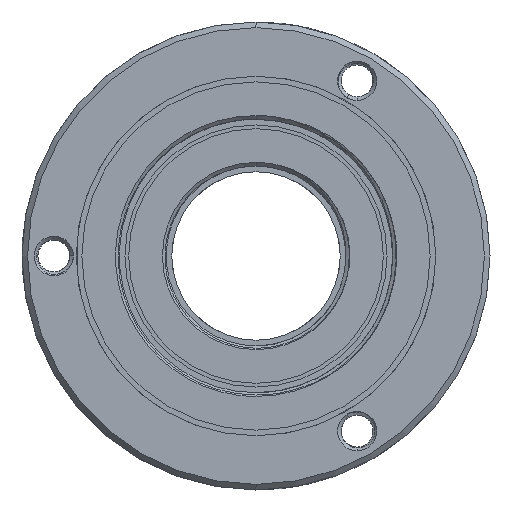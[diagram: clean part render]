
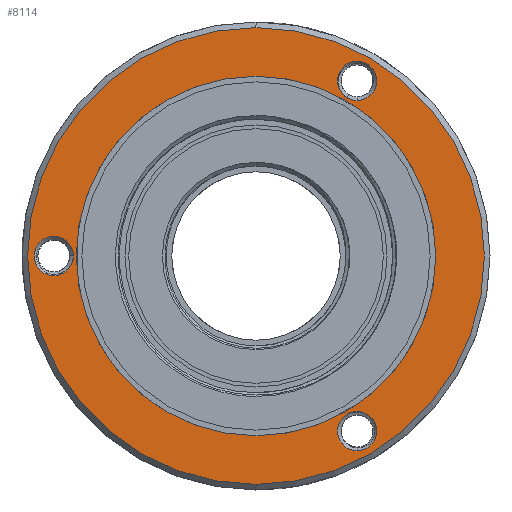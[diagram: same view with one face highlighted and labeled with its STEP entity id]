
A CAD part, left-side view. The second image highlights one B-rep face of the part: STEP entity #8114.
In plain terms, the highlighted planar face has unit normal (-1, 0, 0).
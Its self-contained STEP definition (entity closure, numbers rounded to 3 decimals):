
#88 = VERTEX_POINT ( 'NONE', #9041 ) ;
#491 = AXIS2_PLACEMENT_3D ( 'NONE', #30228, #3970, #16221 ) ;
#577 = CARTESIAN_POINT ( 'NONE',  ( 9., -5.4, -9.353 ) ) ;
#597 = CARTESIAN_POINT ( 'NONE',  ( 9., -5.4, -9.353 ) ) ;
#968 = DIRECTION ( 'NONE',  ( 1., 0., 0. ) ) ;
#972 = EDGE_LOOP ( 'NONE', ( #12477, #17173 ) ) ;
#1915 = CIRCLE ( 'NONE', #10415, 12.2 ) ;
#2521 = FACE_BOUND ( 'NONE', #16578, .T. ) ;
#2757 = CARTESIAN_POINT ( 'NONE',  ( 9., -5.4, -8.303 ) ) ;
#2778 = ORIENTED_EDGE ( 'NONE', *, *, #32600, .T. ) ;
#3350 = AXIS2_PLACEMENT_3D ( 'NONE', #28776, #11095, #28618 ) ;
#3840 = EDGE_CURVE ( 'NONE', #29425, #88, #17647, .T. ) ;
#3970 = DIRECTION ( 'NONE',  ( -1., 0., 0. ) ) ;
#4244 = CARTESIAN_POINT ( 'NONE',  ( 9., 0., 9.6 ) ) ;
#4407 = VERTEX_POINT ( 'NONE', #2757 ) ;
#5060 = EDGE_LOOP ( 'NONE', ( #31999, #11867 ) ) ;
#5494 = FACE_BOUND ( 'NONE', #5060, .T. ) ;
#5660 = PLANE ( 'NONE',  #6654 ) ;
#6519 = EDGE_CURVE ( 'NONE', #88, #29425, #26070, .T. ) ;
#6654 = AXIS2_PLACEMENT_3D ( 'NONE', #18433, #11001, #10835 ) ;
#6928 = CARTESIAN_POINT ( 'NONE',  ( 9., 10.8, -1.05 ) ) ;
#8114 = ADVANCED_FACE ( 'NONE', ( #14940, #15102, #25227, #2521, #5494 ), #5660, .F. ) ;
#8231 = CARTESIAN_POINT ( 'NONE',  ( 9., 0., -12.2 ) ) ;
#8677 = DIRECTION ( 'NONE',  ( -1., 0., 0. ) ) ;
#8852 = EDGE_LOOP ( 'NONE', ( #11206, #23816 ) ) ;
#8891 = CIRCLE ( 'NONE', #11523, 1.05 ) ;
#9041 = CARTESIAN_POINT ( 'NONE',  ( 9., -5.4, 10.403 ) ) ;
#9083 = DIRECTION ( 'NONE',  ( 0., 0., -1. ) ) ;
#9225 = DIRECTION ( 'NONE',  ( -1., 0., 0. ) ) ;
#9466 = CIRCLE ( 'NONE', #27973, 1.05 ) ;
#9488 = VERTEX_POINT ( 'NONE', #30731 ) ;
#9710 = CARTESIAN_POINT ( 'NONE',  ( 9., -5.4, 9.353 ) ) ;
#10415 = AXIS2_PLACEMENT_3D ( 'NONE', #18219, #13081, #10794 ) ;
#10794 = DIRECTION ( 'NONE',  ( 0., 0., -1. ) ) ;
#10835 = DIRECTION ( 'NONE',  ( 0., 0., -1. ) ) ;
#11001 = DIRECTION ( 'NONE',  ( 1., 0., 0. ) ) ;
#11095 = DIRECTION ( 'NONE',  ( 1., 0., 0. ) ) ;
#11141 = CIRCLE ( 'NONE', #31253, 9.6 ) ;
#11145 = DIRECTION ( 'NONE',  ( 0., 0., -1. ) ) ;
#11206 = ORIENTED_EDGE ( 'NONE', *, *, #6519, .T. ) ;
#11523 = AXIS2_PLACEMENT_3D ( 'NONE', #19627, #29729, #15857 ) ;
#11867 = ORIENTED_EDGE ( 'NONE', *, *, #27734, .F. ) ;
#12477 = ORIENTED_EDGE ( 'NONE', *, *, #31360, .T. ) ;
#12806 = CARTESIAN_POINT ( 'NONE',  ( 9., -5.4, 8.303 ) ) ;
#13081 = DIRECTION ( 'NONE',  ( -1., 0., 0. ) ) ;
#13355 = EDGE_CURVE ( 'NONE', #30973, #28709, #8891, .T. ) ;
#14249 = EDGE_CURVE ( 'NONE', #4407, #26485, #9466, .T. ) ;
#14940 = FACE_OUTER_BOUND ( 'NONE', #972, .T. ) ;
#15102 = FACE_BOUND ( 'NONE', #8852, .T. ) ;
#15328 = CIRCLE ( 'NONE', #491, 9.6 ) ;
#15857 = DIRECTION ( 'NONE',  ( 0., 0., -1. ) ) ;
#16221 = DIRECTION ( 'NONE',  ( 0., 0., 1. ) ) ;
#16373 = EDGE_CURVE ( 'NONE', #26485, #4407, #29204, .T. ) ;
#16578 = EDGE_LOOP ( 'NONE', ( #2778, #32095 ) ) ;
#17173 = ORIENTED_EDGE ( 'NONE', *, *, #28392, .T. ) ;
#17299 = DIRECTION ( 'NONE',  ( 1., 0., 0. ) ) ;
#17604 = VERTEX_POINT ( 'NONE', #8231 ) ;
#17647 = CIRCLE ( 'NONE', #3350, 1.05 ) ;
#18219 = CARTESIAN_POINT ( 'NONE',  ( 9., 0., 0. ) ) ;
#18325 = DIRECTION ( 'NONE',  ( 1., 0., 0. ) ) ;
#18433 = CARTESIAN_POINT ( 'NONE',  ( 9., 12.5, 0. ) ) ;
#18826 = ORIENTED_EDGE ( 'NONE', *, *, #16373, .T. ) ;
#19439 = EDGE_CURVE ( 'NONE', #24680, #9488, #15328, .T. ) ;
#19627 = CARTESIAN_POINT ( 'NONE',  ( 9., 10.8, 0. ) ) ;
#20862 = DIRECTION ( 'NONE',  ( 1., 0., 0. ) ) ;
#21082 = CIRCLE ( 'NONE', #23715, 1.05 ) ;
#21287 = DIRECTION ( 'NONE',  ( 0., 0., 1. ) ) ;
#21673 = AXIS2_PLACEMENT_3D ( 'NONE', #31444, #9225, #29263 ) ;
#21760 = AXIS2_PLACEMENT_3D ( 'NONE', #577, #18325, #31437 ) ;
#22804 = CARTESIAN_POINT ( 'NONE',  ( 9., 0., 12.2 ) ) ;
#23715 = AXIS2_PLACEMENT_3D ( 'NONE', #26183, #968, #11145 ) ;
#23816 = ORIENTED_EDGE ( 'NONE', *, *, #3840, .T. ) ;
#24066 = CARTESIAN_POINT ( 'NONE',  ( 9., 0., 0. ) ) ;
#24073 = CARTESIAN_POINT ( 'NONE',  ( 9., 10.8, 1.05 ) ) ;
#24680 = VERTEX_POINT ( 'NONE', #4244 ) ;
#25227 = FACE_BOUND ( 'NONE', #27064, .T. ) ;
#25665 = VERTEX_POINT ( 'NONE', #22804 ) ;
#26070 = CIRCLE ( 'NONE', #27644, 1.05 ) ;
#26183 = CARTESIAN_POINT ( 'NONE',  ( 9., 10.8, 0. ) ) ;
#26424 = CIRCLE ( 'NONE', #21673, 12.2 ) ;
#26485 = VERTEX_POINT ( 'NONE', #28943 ) ;
#27064 = EDGE_LOOP ( 'NONE', ( #29406, #18826 ) ) ;
#27429 = DIRECTION ( 'NONE',  ( 0., 0., -1. ) ) ;
#27644 = AXIS2_PLACEMENT_3D ( 'NONE', #9710, #17299, #27429 ) ;
#27734 = EDGE_CURVE ( 'NONE', #9488, #24680, #11141, .T. ) ;
#27973 = AXIS2_PLACEMENT_3D ( 'NONE', #597, #20862, #9083 ) ;
#28392 = EDGE_CURVE ( 'NONE', #25665, #17604, #26424, .T. ) ;
#28618 = DIRECTION ( 'NONE',  ( 0., 0., -1. ) ) ;
#28709 = VERTEX_POINT ( 'NONE', #24073 ) ;
#28776 = CARTESIAN_POINT ( 'NONE',  ( 9., -5.4, 9.353 ) ) ;
#28943 = CARTESIAN_POINT ( 'NONE',  ( 9., -5.4, -10.403 ) ) ;
#29204 = CIRCLE ( 'NONE', #21760, 1.05 ) ;
#29263 = DIRECTION ( 'NONE',  ( 0., 0., -1. ) ) ;
#29406 = ORIENTED_EDGE ( 'NONE', *, *, #14249, .T. ) ;
#29425 = VERTEX_POINT ( 'NONE', #12806 ) ;
#29729 = DIRECTION ( 'NONE',  ( 1., 0., 0. ) ) ;
#30228 = CARTESIAN_POINT ( 'NONE',  ( 9., 0., 0. ) ) ;
#30731 = CARTESIAN_POINT ( 'NONE',  ( 9., 0., -9.6 ) ) ;
#30973 = VERTEX_POINT ( 'NONE', #6928 ) ;
#31253 = AXIS2_PLACEMENT_3D ( 'NONE', #24066, #8677, #21287 ) ;
#31360 = EDGE_CURVE ( 'NONE', #17604, #25665, #1915, .T. ) ;
#31437 = DIRECTION ( 'NONE',  ( 0., 0., -1. ) ) ;
#31444 = CARTESIAN_POINT ( 'NONE',  ( 9., 0., 0. ) ) ;
#31999 = ORIENTED_EDGE ( 'NONE', *, *, #19439, .F. ) ;
#32095 = ORIENTED_EDGE ( 'NONE', *, *, #13355, .T. ) ;
#32600 = EDGE_CURVE ( 'NONE', #28709, #30973, #21082, .T. ) ;
